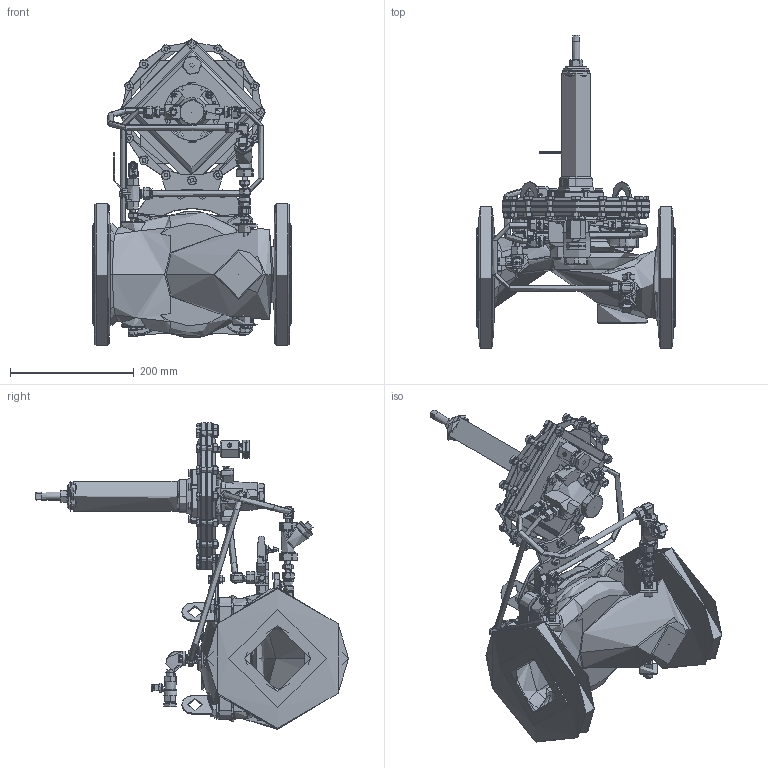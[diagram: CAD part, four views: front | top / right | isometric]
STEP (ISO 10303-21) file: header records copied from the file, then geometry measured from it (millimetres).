
FILE_DESCRIPTION (( 'STEP AP214' ), '1' );
FILE_NAME ('FP-04-450-82-A5.STEP', '2020-02-03T09:02:33', ( '' ), ( '' ), 'SwSTEP 2.0', 'SolidWorks 2018', '' );
FILE_SCHEMA (( 'AUTOMOTIVE_DESIGN' ));
Length unit declared in the file: millimetre
Products named in the file (242): DIN 125 A A4 - 81; Plug - 9901240002; DIN 933 A2 CLASS 70 - M6 x 35-C1_ISO 4017 - M6 x 35-C1; DIN 933 A2 CLASS 70 - M8 x 30-C1; DIN 933 A2 CLASS 70 - M6 x 35-C1; 3638070200; Label blue; 4in-Cover; Diaphragh Altitude Pilot; DIN 912 A4 CLASS 70 M6 x 16 ---16C1; 36040P0000_OLD; Hub Fillings; DIN 933 A2 CLASS 70 - M12 x 55-C1; DIN 934 A4 - M8 - D - C1; 9901260026_9901260026; 36040P0000_OLD_3604070000; Upper Cover Altitude Pilot; 060400C107; DIN 933 A4 CLASS 70 0.25-20x0.875x0.875-C1; 063804X069_063804B069; DIN 125 A A4 - 61; 9904000013_3-8; 3602070020_3602070020; 5020410080; DIN 125 A A4 - 61_Washer ISO 7089 - 61; 063804X069; Body - 9901240002; FP-400E-4inch-STD_Open Body Turned Ears 0.25 Hubs; DIN 934 A4 0.2500-20-D-C1; 060204C120; 4in-Body Open_0.25 Hubs; Handle - 9901260026; 063804B068_063804B068; 03120E0224-DIN 125 A A4 - 121; 9901240007; FP-04-450-82-A5; Lower Cover Altitude Pilot; FT58; 060400C121_060400C121; 063838S116-hat_063804S116 ...
Assembly tree (205 placements, depth 3):
  DIN 125 A A4 - 81
  DIN 933 A2 CLASS 70 - M8 x 30-C1
  DIN 933 A2 CLASS 70 - M6 x 35-C1
  Label blue
  4in-Cover
Bounding box: 320 x 505.68 x 495.51 mm (x, y, z)
Volume: 5564348.6 mm3; surface area: 1284101.4 mm2
Topology: 185 solids, 186 shells, 5735 faces, 13472 edges, 8339 vertices
Faces by surface type: plane 2284, cone 1282, cylinder 1089, bspline 722, torus 324, sphere 34
Full cylindrical faces by diameter (mm): 1 x1, 1.5 x1, 3.5 x3, 4 x1, 4.7 x9, 5 x74, 5.105 x2, 5.7 x1, 6 x12, 6.13 x4, 6.2 x2, 6.35 x12, 6.4 x10, 6.5 x2, 6.8 x19, 7 x10, 7.1 x1, 7.104 x1, 7.11 x9, 7.56 x1, 7.71 x2, 7.74 x9, 8 x44, 8.2 x16, 8.4 x38, 8.5 x9, 8.57 x2, 8.636 x6, 9 x35, 9.2 x1
Entity records: 239776 total; most frequent: CARTESIAN_POINT 140490, ORIENTED_EDGE 15250, DIRECTION 13082, EDGE_CURVE 7625, AXIS2_PLACEMENT_3D 5148, VERTEX_POINT 5082, EDGE_LOOP 4553, FACE_OUTER_BOUND 3881
